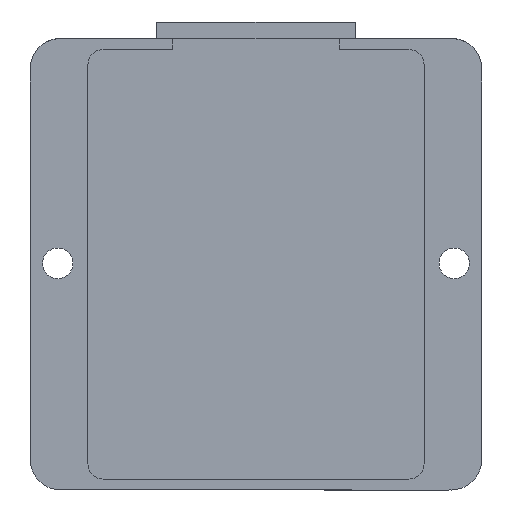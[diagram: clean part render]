
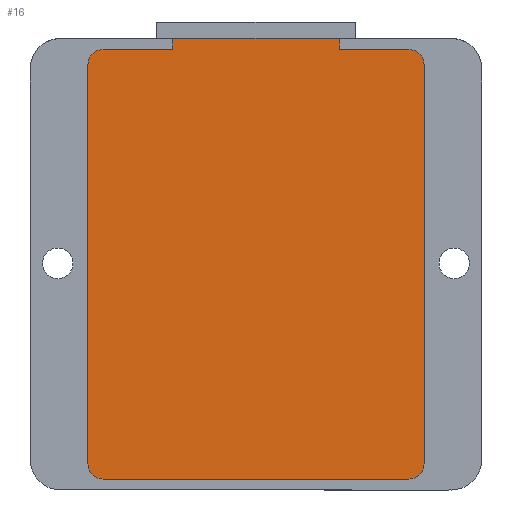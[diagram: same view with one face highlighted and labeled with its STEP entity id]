
A CAD part, front view. The second image highlights one B-rep face of the part: STEP entity #16.
In plain terms, the highlighted planar face has unit normal (0, -1, 0).
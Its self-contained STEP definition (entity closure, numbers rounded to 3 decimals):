
#16 = ADVANCED_FACE ( 'NONE', ( #8429 ), #4701, .T. ) ;
#269 = CARTESIAN_POINT ( 'NONE',  ( 13.625, 0., -1.8 ) ) ;
#327 = DIRECTION ( 'NONE',  ( 0., -1., 0. ) ) ;
#340 = EDGE_CURVE ( 'NONE', #929, #6691, #5603, .T. ) ;
#355 = CARTESIAN_POINT ( 'NONE',  ( -13.625, 0., 0. ) ) ;
#465 = ORIENTED_EDGE ( 'NONE', *, *, #7870, .T. ) ;
#483 = ORIENTED_EDGE ( 'NONE', *, *, #3874, .T. ) ;
#568 = CARTESIAN_POINT ( 'NONE',  ( -25.05, 0., -72.2 ) ) ;
#732 = VECTOR ( 'NONE', #4717, 1000. ) ;
#767 = DIRECTION ( 'NONE',  ( 0., 0., 1. ) ) ;
#929 = VERTEX_POINT ( 'NONE', #8683 ) ;
#1000 = CARTESIAN_POINT ( 'NONE',  ( -13.625, 0., -1.8 ) ) ;
#1038 = VECTOR ( 'NONE', #3980, 1000. ) ;
#1051 = VECTOR ( 'NONE', #2301, 1000. ) ;
#1226 = EDGE_CURVE ( 'NONE', #6807, #5500, #8902, .T. ) ;
#1628 = CARTESIAN_POINT ( 'NONE',  ( -25.05, 0., -1.8 ) ) ;
#1648 = AXIS2_PLACEMENT_3D ( 'NONE', #9751, #327, #2113 ) ;
#1907 = CARTESIAN_POINT ( 'NONE',  ( 13.625, 0., 0. ) ) ;
#1989 = ORIENTED_EDGE ( 'NONE', *, *, #7045, .T. ) ;
#2113 = DIRECTION ( 'NONE',  ( 0., 0., -1. ) ) ;
#2243 = LINE ( 'NONE', #10014, #4364 ) ;
#2301 = DIRECTION ( 'NONE',  ( 0., 0., -1. ) ) ;
#2481 = VERTEX_POINT ( 'NONE', #8637 ) ;
#2569 = AXIS2_PLACEMENT_3D ( 'NONE', #10593, #3058, #7765 ) ;
#2582 = ORIENTED_EDGE ( 'NONE', *, *, #7503, .T. ) ;
#2587 = CARTESIAN_POINT ( 'NONE',  ( -27.55, 0., -69.7 ) ) ;
#2675 = VERTEX_POINT ( 'NONE', #2587 ) ;
#2701 = ORIENTED_EDGE ( 'NONE', *, *, #1226, .T. ) ;
#2720 = EDGE_CURVE ( 'NONE', #8810, #2481, #5456, .T. ) ;
#2757 = LINE ( 'NONE', #1907, #4274 ) ;
#3058 = DIRECTION ( 'NONE',  ( 0., -1., 0. ) ) ;
#3141 = CIRCLE ( 'NONE', #4893, 2.5 ) ;
#3440 = ORIENTED_EDGE ( 'NONE', *, *, #5750, .T. ) ;
#3444 = ORIENTED_EDGE ( 'NONE', *, *, #4155, .T. ) ;
#3657 = CARTESIAN_POINT ( 'NONE',  ( -25.05, 0., -4.3 ) ) ;
#3819 = ORIENTED_EDGE ( 'NONE', *, *, #340, .T. ) ;
#3874 = EDGE_CURVE ( 'NONE', #5470, #6807, #6610, .T. ) ;
#3925 = ORIENTED_EDGE ( 'NONE', *, *, #5016, .T. ) ;
#3980 = DIRECTION ( 'NONE',  ( 0., 0., 1. ) ) ;
#4155 = EDGE_CURVE ( 'NONE', #11230, #9449, #2757, .T. ) ;
#4274 = VECTOR ( 'NONE', #6478, 1000. ) ;
#4364 = VECTOR ( 'NONE', #767, 1000. ) ;
#4409 = EDGE_CURVE ( 'NONE', #9449, #5470, #10692, .T. ) ;
#4471 = VECTOR ( 'NONE', #10347, 1000. ) ;
#4701 = PLANE ( 'NONE',  #5163 ) ;
#4717 = DIRECTION ( 'NONE',  ( 1., 0., 0. ) ) ;
#4893 = AXIS2_PLACEMENT_3D ( 'NONE', #10888, #9167, #11742 ) ;
#4927 = LINE ( 'NONE', #7740, #1051 ) ;
#5016 = EDGE_CURVE ( 'NONE', #9525, #929, #10770, .T. ) ;
#5163 = AXIS2_PLACEMENT_3D ( 'NONE', #3657, #6473, #10214 ) ;
#5165 = CARTESIAN_POINT ( 'NONE',  ( -13.625, 0., -1.8 ) ) ;
#5456 = LINE ( 'NONE', #11145, #732 ) ;
#5470 = VERTEX_POINT ( 'NONE', #5165 ) ;
#5500 = VERTEX_POINT ( 'NONE', #6210 ) ;
#5603 = LINE ( 'NONE', #6455, #11424 ) ;
#5750 = EDGE_CURVE ( 'NONE', #2481, #6929, #3141, .T. ) ;
#6210 = CARTESIAN_POINT ( 'NONE',  ( -27.55, 0., -4.3 ) ) ;
#6226 = DIRECTION ( 'NONE',  ( 0., 0., -1. ) ) ;
#6279 = ORIENTED_EDGE ( 'NONE', *, *, #2720, .T. ) ;
#6455 = CARTESIAN_POINT ( 'NONE',  ( 25.05, 0., -1.8 ) ) ;
#6473 = DIRECTION ( 'NONE',  ( 0., -1., 0. ) ) ;
#6478 = DIRECTION ( 'NONE',  ( -1., 0., 0. ) ) ;
#6610 = LINE ( 'NONE', #1000, #4471 ) ;
#6659 = DIRECTION ( 'NONE',  ( 0., 0., -1. ) ) ;
#6691 = VERTEX_POINT ( 'NONE', #269 ) ;
#6807 = VERTEX_POINT ( 'NONE', #1628 ) ;
#6929 = VERTEX_POINT ( 'NONE', #10846 ) ;
#6954 = CARTESIAN_POINT ( 'NONE',  ( 27.55, 0., -4.3 ) ) ;
#6990 = EDGE_LOOP ( 'NONE', ( #3444, #10429, #483, #2701, #2582, #465, #6279, #3440, #1989, #3925, #3819, #8264 ) ) ;
#7045 = EDGE_CURVE ( 'NONE', #6929, #9525, #9672, .T. ) ;
#7503 = EDGE_CURVE ( 'NONE', #5500, #2675, #4927, .T. ) ;
#7536 = EDGE_CURVE ( 'NONE', #6691, #11230, #2243, .T. ) ;
#7572 = CARTESIAN_POINT ( 'NONE',  ( -25.05, 0., -4.3 ) ) ;
#7730 = AXIS2_PLACEMENT_3D ( 'NONE', #7572, #11305, #6659 ) ;
#7740 = CARTESIAN_POINT ( 'NONE',  ( -27.55, 0., -4.3 ) ) ;
#7765 = DIRECTION ( 'NONE',  ( 0., 0., -1. ) ) ;
#7870 = EDGE_CURVE ( 'NONE', #2675, #8810, #11396, .T. ) ;
#8264 = ORIENTED_EDGE ( 'NONE', *, *, #7536, .T. ) ;
#8429 = FACE_OUTER_BOUND ( 'NONE', #6990, .T. ) ;
#8545 = VECTOR ( 'NONE', #6226, 1000. ) ;
#8637 = CARTESIAN_POINT ( 'NONE',  ( 25.05, 0., -72.2 ) ) ;
#8683 = CARTESIAN_POINT ( 'NONE',  ( 25.05, 0., -1.8 ) ) ;
#8719 = CARTESIAN_POINT ( 'NONE',  ( -13.625, 0., 0. ) ) ;
#8810 = VERTEX_POINT ( 'NONE', #568 ) ;
#8902 = CIRCLE ( 'NONE', #7730, 2.5 ) ;
#9167 = DIRECTION ( 'NONE',  ( 0., -1., 0. ) ) ;
#9330 = DIRECTION ( 'NONE',  ( -1., 0., 0. ) ) ;
#9449 = VERTEX_POINT ( 'NONE', #8719 ) ;
#9525 = VERTEX_POINT ( 'NONE', #6954 ) ;
#9544 = CARTESIAN_POINT ( 'NONE',  ( 27.55, 0., -69.7 ) ) ;
#9672 = LINE ( 'NONE', #9544, #1038 ) ;
#9751 = CARTESIAN_POINT ( 'NONE',  ( -25.05, 0., -69.7 ) ) ;
#10014 = CARTESIAN_POINT ( 'NONE',  ( 13.625, 0., -1.8 ) ) ;
#10214 = DIRECTION ( 'NONE',  ( 0., 0., -1. ) ) ;
#10240 = CARTESIAN_POINT ( 'NONE',  ( 13.625, 0., 0. ) ) ;
#10347 = DIRECTION ( 'NONE',  ( -1., 0., 0. ) ) ;
#10429 = ORIENTED_EDGE ( 'NONE', *, *, #4409, .T. ) ;
#10593 = CARTESIAN_POINT ( 'NONE',  ( 25.05, 0., -4.3 ) ) ;
#10692 = LINE ( 'NONE', #355, #8545 ) ;
#10770 = CIRCLE ( 'NONE', #2569, 2.5 ) ;
#10846 = CARTESIAN_POINT ( 'NONE',  ( 27.55, 0., -69.7 ) ) ;
#10888 = CARTESIAN_POINT ( 'NONE',  ( 25.05, 0., -69.7 ) ) ;
#11145 = CARTESIAN_POINT ( 'NONE',  ( -25.05, 0., -72.2 ) ) ;
#11230 = VERTEX_POINT ( 'NONE', #10240 ) ;
#11305 = DIRECTION ( 'NONE',  ( 0., -1., 0. ) ) ;
#11396 = CIRCLE ( 'NONE', #1648, 2.5 ) ;
#11424 = VECTOR ( 'NONE', #9330, 1000. ) ;
#11742 = DIRECTION ( 'NONE',  ( 0., 0., -1. ) ) ;
